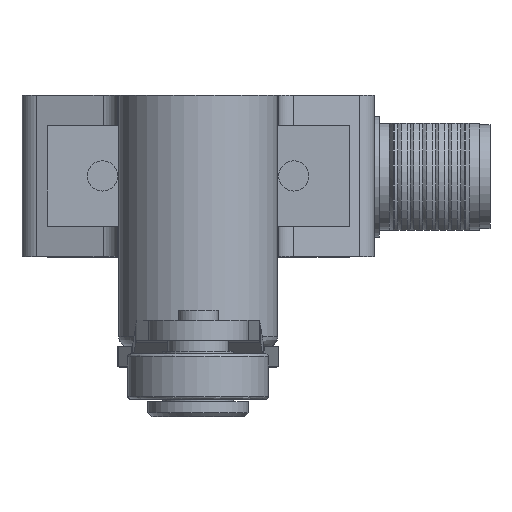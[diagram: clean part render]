
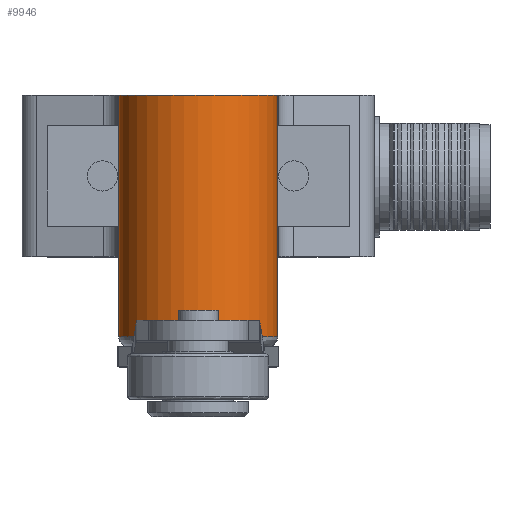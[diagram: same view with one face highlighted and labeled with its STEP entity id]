
A CAD part, top view. The second image highlights one B-rep face of the part: STEP entity #9946.
In plain terms, the highlighted cylindrical face has radius 7.9 mm (diameter 15.8 mm), a full revolution.
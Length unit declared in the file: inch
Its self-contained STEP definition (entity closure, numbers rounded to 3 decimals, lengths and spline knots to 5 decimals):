
#496 = DIRECTION ( 'NONE',  ( 0., 1., 0. ) ) ;
#581 = ORIENTED_EDGE ( 'NONE', *, *, #16100, .T. ) ;
#723 = CARTESIAN_POINT ( 'NONE',  ( 0., -0.94488, 0.70866 ) ) ;
#2170 = EDGE_CURVE ( 'NONE', #11530, #13149, #4872, .T. ) ;
#2591 = FACE_OUTER_BOUND ( 'NONE', #9614, .T. ) ;
#3145 = ORIENTED_EDGE ( 'NONE', *, *, #4326, .T. ) ;
#3283 = DIRECTION ( 'NONE',  ( 1., 0., 0. ) ) ;
#3406 = AXIS2_PLACEMENT_3D ( 'NONE', #13269, #9681, #3283 ) ;
#4326 = EDGE_CURVE ( 'NONE', #13149, #9339, #16332, .T. ) ;
#4579 = CARTESIAN_POINT ( 'NONE',  ( 0.31102, -0.62992, 0.70866 ) ) ;
#4730 = VECTOR ( 'NONE', #6386, 39.37008 ) ;
#4872 = CIRCLE ( 'NONE', #15479, 0.31102 ) ;
#5670 = AXIS2_PLACEMENT_3D ( 'NONE', #723, #496, #7987 ) ;
#6360 = DIRECTION ( 'NONE',  ( 0., -1., 0. ) ) ;
#6386 = DIRECTION ( 'NONE',  ( 0., -1., 0. ) ) ;
#6776 = ORIENTED_EDGE ( 'NONE', *, *, #14402, .T. ) ;
#6989 = CIRCLE ( 'NONE', #5670, 0.31102 ) ;
#7319 = EDGE_LOOP ( 'NONE', ( #9504 ) ) ;
#7495 = CARTESIAN_POINT ( 'NONE',  ( 0.31102, 0., 0.70866 ) ) ;
#7687 = CARTESIAN_POINT ( 'NONE',  ( 0., 0., 0.70866 ) ) ;
#7840 = CYLINDRICAL_SURFACE ( 'NONE', #15296, 0.31102 ) ;
#7987 = DIRECTION ( 'NONE',  ( 1., 0., 0. ) ) ;
#8582 = VERTEX_POINT ( 'NONE', #4579 ) ;
#8900 = LINE ( 'NONE', #7495, #11346 ) ;
#9001 = CARTESIAN_POINT ( 'NONE',  ( 0., 0., 0.70866 ) ) ;
#9339 = VERTEX_POINT ( 'NONE', #11714 ) ;
#9504 = ORIENTED_EDGE ( 'NONE', *, *, #11747, .T. ) ;
#9614 = EDGE_LOOP ( 'NONE', ( #581, #6776, #14058, #3145 ) ) ;
#9681 = DIRECTION ( 'NONE',  ( 0., -1., 0. ) ) ;
#9946 = ADVANCED_FACE ( 'NONE', ( #2591, #10486 ), #7840, .T. ) ;
#10116 = CARTESIAN_POINT ( 'NONE',  ( -0.31102, 0., 0.70866 ) ) ;
#10486 = FACE_OUTER_BOUND ( 'NONE', #7319, .T. ) ;
#11091 = CARTESIAN_POINT ( 'NONE',  ( 0.31102, -0.94488, 0.70866 ) ) ;
#11346 = VECTOR ( 'NONE', #11570, 39.37008 ) ;
#11427 = DIRECTION ( 'NONE',  ( 1., 0., 0. ) ) ;
#11530 = VERTEX_POINT ( 'NONE', #13628 ) ;
#11570 = DIRECTION ( 'NONE',  ( 0., 1., 0. ) ) ;
#11714 = CARTESIAN_POINT ( 'NONE',  ( -0.31102, -0.62992, 0.70866 ) ) ;
#11747 = EDGE_CURVE ( 'NONE', #13566, #13566, #6989, .T. ) ;
#13149 = VERTEX_POINT ( 'NONE', #13470 ) ;
#13269 = CARTESIAN_POINT ( 'NONE',  ( 0., -0.62992, 0.70866 ) ) ;
#13470 = CARTESIAN_POINT ( 'NONE',  ( -0.31102, 0., 0.70866 ) ) ;
#13566 = VERTEX_POINT ( 'NONE', #11091 ) ;
#13628 = CARTESIAN_POINT ( 'NONE',  ( 0.31102, 0., 0.70866 ) ) ;
#13769 = CIRCLE ( 'NONE', #3406, 0.31102 ) ;
#14058 = ORIENTED_EDGE ( 'NONE', *, *, #2170, .T. ) ;
#14225 = DIRECTION ( 'NONE',  ( 0., -1., 0. ) ) ;
#14402 = EDGE_CURVE ( 'NONE', #8582, #11530, #8900, .T. ) ;
#15296 = AXIS2_PLACEMENT_3D ( 'NONE', #9001, #14225, #15542 ) ;
#15479 = AXIS2_PLACEMENT_3D ( 'NONE', #7687, #6360, #11427 ) ;
#15542 = DIRECTION ( 'NONE',  ( 1., 0., 0. ) ) ;
#16100 = EDGE_CURVE ( 'NONE', #9339, #8582, #13769, .T. ) ;
#16332 = LINE ( 'NONE', #10116, #4730 ) ;
